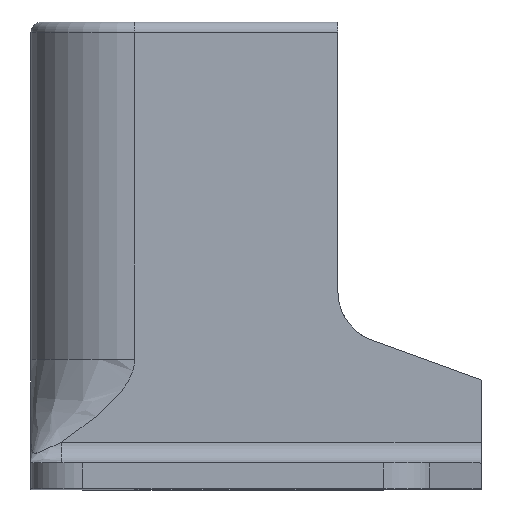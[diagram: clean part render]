
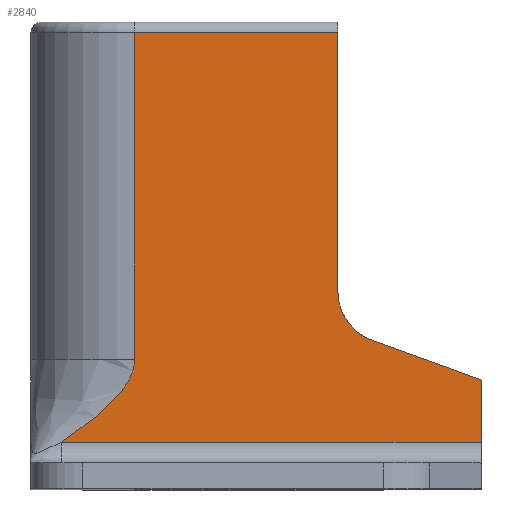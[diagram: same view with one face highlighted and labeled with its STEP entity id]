
A CAD part, top view. The second image highlights one B-rep face of the part: STEP entity #2840.
In plain terms, the highlighted planar face has unit normal (0, 0, 1).
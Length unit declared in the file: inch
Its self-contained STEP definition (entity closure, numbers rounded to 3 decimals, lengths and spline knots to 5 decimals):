
#29 = CARTESIAN_POINT ( 'NONE',  ( 0.72903, 0.95119, 1.05 ) ) ;
#59 = CARTESIAN_POINT ( 'NONE',  ( 1.16903, 0., 1.05 ) ) ;
#108 = CARTESIAN_POINT ( 'NONE',  ( 1.16903, 0.225, 1.05 ) ) ;
#122 = ORIENTED_EDGE ( 'NONE', *, *, #1396, .T. ) ;
#133 = CARTESIAN_POINT ( 'NONE',  ( 0.47903, 2.2, 1.05 ) ) ;
#144 = EDGE_CURVE ( 'NONE', #2239, #684, #1544, .T. ) ;
#167 = DIRECTION ( 'NONE',  ( 0., 1., 0. ) ) ;
#188 = VERTEX_POINT ( 'NONE', #2227 ) ;
#190 = VECTOR ( 'NONE', #264, 39.37008 ) ;
#264 = DIRECTION ( 'NONE',  ( 0., 1., 0. ) ) ;
#336 = VERTEX_POINT ( 'NONE', #1675 ) ;
#362 = CARTESIAN_POINT ( 'NONE',  ( 0., 2.125, 1.05 ) ) ;
#393 = EDGE_CURVE ( 'NONE', #2718, #336, #2374, .T. ) ;
#451 = CARTESIAN_POINT ( 'NONE',  ( -0.5, 0.625, 1.05 ) ) ;
#502 = CARTESIAN_POINT ( 'NONE',  ( -0.66, 0.35833, 1.05 ) ) ;
#522 = ORIENTED_EDGE ( 'NONE', *, *, #2589, .T. ) ;
#539 = VECTOR ( 'NONE', #2569, 39.37008 ) ;
#599 = FACE_OUTER_BOUND ( 'NONE', #704, .T. ) ;
#628 = LINE ( 'NONE', #2421, #1228 ) ;
#684 = VERTEX_POINT ( 'NONE', #808 ) ;
#704 = EDGE_LOOP ( 'NONE', ( #1289, #1535, #1937, #522, #1710, #122, #1835, #724 ) ) ;
#724 = ORIENTED_EDGE ( 'NONE', *, *, #928, .T. ) ;
#759 = CIRCLE ( 'NONE', #2621, 0.25 ) ;
#808 = CARTESIAN_POINT ( 'NONE',  ( -0.5, 2.2, 1.05 ) ) ;
#853 = LINE ( 'NONE', #451, #963 ) ;
#897 = CARTESIAN_POINT ( 'NONE',  ( -0.852, 0.225, 1.05 ) ) ;
#928 = EDGE_CURVE ( 'NONE', #336, #1952, #759, .T. ) ;
#929 = CARTESIAN_POINT ( 'NONE',  ( -0.5, 0.49167, 1.05 ) ) ;
#944 = DIRECTION ( 'NONE',  ( 1., 0., 0. ) ) ;
#963 = VECTOR ( 'NONE', #167, 39.37008 ) ;
#975 = CARTESIAN_POINT ( 'NONE',  ( 0.47903, 2.125, 1.05 ) ) ;
#1017 = VECTOR ( 'NONE', #2861, 39.37008 ) ;
#1055 = CARTESIAN_POINT ( 'NONE',  ( 0., 2.2, 1.05 ) ) ;
#1156 = VERTEX_POINT ( 'NONE', #2191 ) ;
#1217 = DIRECTION ( 'NONE',  ( 1., 0., 0. ) ) ;
#1228 = VECTOR ( 'NONE', #1217, 39.37008 ) ;
#1275 = PLANE ( 'NONE',  #1660 ) ;
#1289 = ORIENTED_EDGE ( 'NONE', *, *, #1630, .F. ) ;
#1396 = EDGE_CURVE ( 'NONE', #2750, #2718, #1819, .T. ) ;
#1468 = DIRECTION ( 'NONE',  ( 1., 0., 0. ) ) ;
#1535 = ORIENTED_EDGE ( 'NONE', *, *, #144, .T. ) ;
#1544 = LINE ( 'NONE', #1055, #1017 ) ;
#1630 = EDGE_CURVE ( 'NONE', #2239, #1952, #2346, .T. ) ;
#1660 = AXIS2_PLACEMENT_3D ( 'NONE', #362, #1756, #1468 ) ;
#1675 = CARTESIAN_POINT ( 'NONE',  ( 0.64352, 0.71627, 1.05 ) ) ;
#1710 = ORIENTED_EDGE ( 'NONE', *, *, #2303, .T. ) ;
#1756 = DIRECTION ( 'NONE',  ( 0., 0., 1. ) ) ;
#1819 = LINE ( 'NONE', #59, #190 ) ;
#1835 = ORIENTED_EDGE ( 'NONE', *, *, #393, .T. ) ;
#1906 = B_SPLINE_CURVE_WITH_KNOTS ( 'NONE', 3,
 ( #2518, #929, #502, #897 ),
 .UNSPECIFIED., .F., .F.,
 ( 4, 4 ),
 ( 0.0381, 0.04826 ),
 .UNSPECIFIED. ) ;
#1913 = CARTESIAN_POINT ( 'NONE',  ( 0.30548, 0.8393, 1.05 ) ) ;
#1937 = ORIENTED_EDGE ( 'NONE', *, *, #1962, .F. ) ;
#1952 = VERTEX_POINT ( 'NONE', #1977 ) ;
#1962 = EDGE_CURVE ( 'NONE', #188, #684, #853, .T. ) ;
#1977 = CARTESIAN_POINT ( 'NONE',  ( 0.47903, 0.95119, 1.05 ) ) ;
#2191 = CARTESIAN_POINT ( 'NONE',  ( -0.852, 0.225, 1.05 ) ) ;
#2227 = CARTESIAN_POINT ( 'NONE',  ( -0.5, 0.625, 1.05 ) ) ;
#2239 = VERTEX_POINT ( 'NONE', #133 ) ;
#2303 = EDGE_CURVE ( 'NONE', #1156, #2750, #628, .T. ) ;
#2339 = CARTESIAN_POINT ( 'NONE',  ( 1.16903, 0.525, 1.05 ) ) ;
#2346 = LINE ( 'NONE', #975, #539 ) ;
#2374 = LINE ( 'NONE', #1913, #2402 ) ;
#2402 = VECTOR ( 'NONE', #2570, 39.37008 ) ;
#2421 = CARTESIAN_POINT ( 'NONE',  ( 0., 0.225, 1.05 ) ) ;
#2474 = DIRECTION ( 'NONE',  ( 0., 0., -1. ) ) ;
#2518 = CARTESIAN_POINT ( 'NONE',  ( -0.5, 0.625, 1.05 ) ) ;
#2569 = DIRECTION ( 'NONE',  ( 0., -1., 0. ) ) ;
#2570 = DIRECTION ( 'NONE',  ( -0.94, 0.342, 0. ) ) ;
#2589 = EDGE_CURVE ( 'NONE', #188, #1156, #1906, .T. ) ;
#2621 = AXIS2_PLACEMENT_3D ( 'NONE', #29, #2474, #944 ) ;
#2718 = VERTEX_POINT ( 'NONE', #2339 ) ;
#2750 = VERTEX_POINT ( 'NONE', #108 ) ;
#2840 = ADVANCED_FACE ( 'NONE', ( #599 ), #1275, .T. ) ;
#2861 = DIRECTION ( 'NONE',  ( -1., 0., 0. ) ) ;
